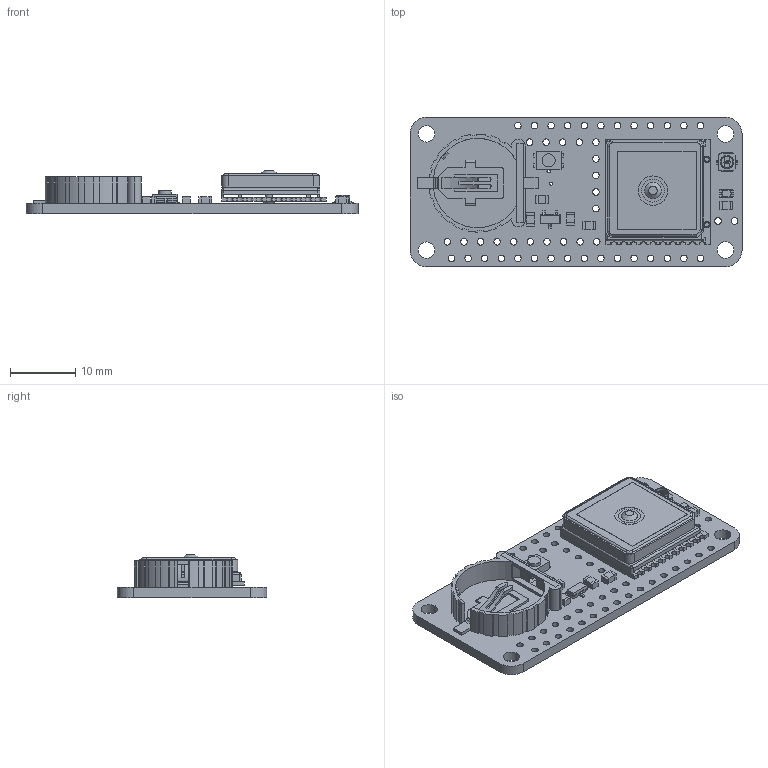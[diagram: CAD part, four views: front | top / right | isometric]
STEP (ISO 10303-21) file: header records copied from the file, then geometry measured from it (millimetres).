
FILE_DESCRIPTION(/* description */ (''),/* implementation_level */ '2;1');
FILE_NAME(/* name */ 'PCB Component.step',/* time_stamp */ '2023-02-20T10:01:45-05:00',/* author */ (''),/* organization */ (''),/* preprocessor_version */ 'ST-DEVELOPER v19.2',/* originating_system */ 'Autodesk Translation Framework v11.17.0.187',/* authorisation */ '');
FILE_SCHEMA (('AUTOMOTIVE_DESIGN { 1 0 10303 214 3 1 1 }'));
Length unit declared in the file: millimetre
Products named in the file (9): PCB Component; Board; FGPMMOPA6H; RED; 100K; CR1220; uFL; KMR2; DMG3415U-7 
Assembly tree (12 placements, depth 2):
  PCB Component
    Board
    FGPMMOPA6H
    RED
    100K  x5
    CR1220
    uFL
    KMR2
    DMG3415U-7 
Bounding box: 50.8 x 22.86 x 6.62 mm (x, y, z)
Volume: 2700.7 mm3; surface area: 6457.8 mm2
Topology: 55 solids, 55 shells, 968 faces, 2455 edges, 1600 vertices
Faces by surface type: plane 695, cylinder 245, sphere 13, torus 8, cone 5, bspline 2
Full cylindrical faces by diameter (mm): 0.4 x1, 0.45 x1, 0.5 x11, 0.7 x4, 1 x59, 1.2 x2, 1.25 x2, 1.3 x1, 1.5 x2, 1.8 x1, 1.95 x1, 2 x5, 2.5 x3, 2.54 x2, 3 x1, 3.5 x1, 4.5 x1
Entity records: 28496 total; most frequent: CARTESIAN_POINT 4806, DIRECTION 4675, ORIENTED_EDGE 4596, EDGE_CURVE 2298, LINE 1771, VECTOR 1771, VERTEX_POINT 1504, AXIS2_PLACEMENT_3D 1452
